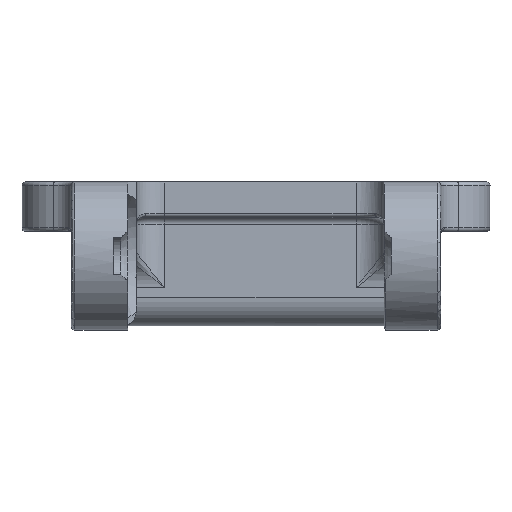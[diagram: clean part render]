
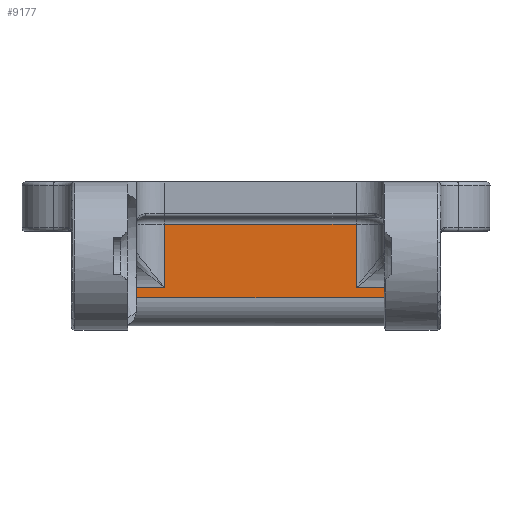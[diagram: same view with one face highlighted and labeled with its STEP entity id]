
A CAD part, front view. The second image highlights one B-rep face of the part: STEP entity #9177.
In plain terms, the highlighted planar face has unit normal (0, -1, 0).
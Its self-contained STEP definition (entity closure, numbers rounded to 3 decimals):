
#108=PLANE('',#9786);
#972=FACE_OUTER_BOUND('',#1482,.T.);
#1482=EDGE_LOOP('',(#6518,#6519,#6520,#6521,#6522,#6523,#6524,#6525));
#2013=LINE('',#12705,#2839);
#2022=LINE('',#13052,#2848);
#2040=LINE('',#13427,#2866);
#2041=LINE('',#13471,#2867);
#2042=LINE('',#13473,#2868);
#2043=LINE('',#13475,#2869);
#2044=LINE('',#13477,#2870);
#2045=LINE('',#13478,#2871);
#2839=VECTOR('',#10318,10.);
#2848=VECTOR('',#10413,10.);
#2866=VECTOR('',#10569,10.);
#2867=VECTOR('',#10582,10.);
#2868=VECTOR('',#10583,10.);
#2869=VECTOR('',#10584,10.);
#2870=VECTOR('',#10585,10.);
#2871=VECTOR('',#10586,10.);
#3920=VERTEX_POINT('',#12697);
#3922=VERTEX_POINT('',#12703);
#3953=VERTEX_POINT('',#13042);
#3955=VERTEX_POINT('',#13048);
#4010=VERTEX_POINT('',#13426);
#4013=VERTEX_POINT('',#13472);
#4014=VERTEX_POINT('',#13474);
#4015=VERTEX_POINT('',#13476);
#4861=EDGE_CURVE('',#3922,#3920,#2013,.T.);
#4914=EDGE_CURVE('',#3953,#3955,#2022,.T.);
#4996=EDGE_CURVE('',#3955,#4010,#2040,.T.);
#5002=EDGE_CURVE('',#3920,#3953,#2041,.T.);
#5003=EDGE_CURVE('',#4013,#3922,#2042,.T.);
#5004=EDGE_CURVE('',#4014,#4013,#2043,.T.);
#5005=EDGE_CURVE('',#4015,#4014,#2044,.T.);
#5006=EDGE_CURVE('',#4010,#4015,#2045,.T.);
#6518=ORIENTED_EDGE('',*,*,#4914,.F.);
#6519=ORIENTED_EDGE('',*,*,#5002,.F.);
#6520=ORIENTED_EDGE('',*,*,#4861,.F.);
#6521=ORIENTED_EDGE('',*,*,#5003,.F.);
#6522=ORIENTED_EDGE('',*,*,#5004,.F.);
#6523=ORIENTED_EDGE('',*,*,#5005,.F.);
#6524=ORIENTED_EDGE('',*,*,#5006,.F.);
#6525=ORIENTED_EDGE('',*,*,#4996,.F.);
#9177=ADVANCED_FACE('',(#972),#108,.F.);
#9786=AXIS2_PLACEMENT_3D('',#13470,#10580,#10581);
#10318=DIRECTION('',(0.,0.,-1.));
#10413=DIRECTION('',(0.,0.,1.));
#10569=DIRECTION('',(1.,0.,0.));
#10580=DIRECTION('center_axis',(0.,1.,0.));
#10581=DIRECTION('ref_axis',(-1.,0.,0.));
#10582=DIRECTION('',(-1.,0.,0.));
#10583=DIRECTION('',(1.,0.,0.));
#10584=DIRECTION('',(0.,0.,-1.));
#10585=DIRECTION('',(1.,0.,0.));
#10586=DIRECTION('',(0.,0.,1.));
#12697=CARTESIAN_POINT('',(25.7,19.396,-5.922));
#12703=CARTESIAN_POINT('',(25.7,19.396,-4.5));
#12705=CARTESIAN_POINT('',(25.7,19.396,-5.25));
#13042=CARTESIAN_POINT('',(-25.7,19.396,-5.922));
#13048=CARTESIAN_POINT('',(-25.7,19.396,-4.5));
#13052=CARTESIAN_POINT('',(-25.7,19.396,-5.25));
#13426=CARTESIAN_POINT('',(-13.,19.396,-4.5));
#13427=CARTESIAN_POINT('',(22.2,19.396,-4.5));
#13470=CARTESIAN_POINT('Origin',(18.2,19.396,-10.5));
#13471=CARTESIAN_POINT('',(0.,19.396,-5.922));
#13472=CARTESIAN_POINT('',(14.2,19.396,-4.5));
#13473=CARTESIAN_POINT('',(22.2,19.396,-4.5));
#13474=CARTESIAN_POINT('',(14.2,19.396,4.5));
#13475=CARTESIAN_POINT('',(14.2,19.396,-10.5));
#13476=CARTESIAN_POINT('',(-13.,19.396,4.5));
#13477=CARTESIAN_POINT('',(18.2,19.396,4.5));
#13478=CARTESIAN_POINT('',(-13.,19.396,-5.25));
